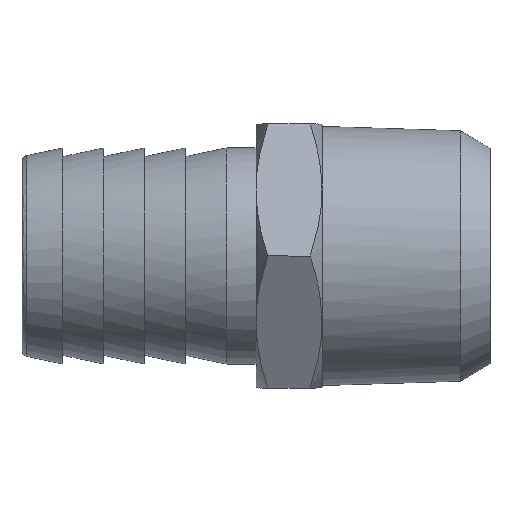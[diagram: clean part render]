
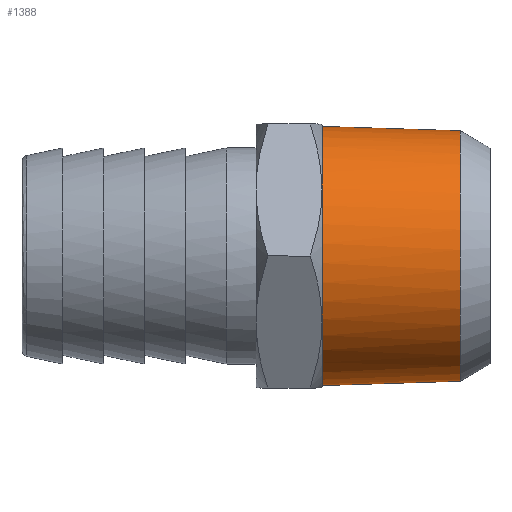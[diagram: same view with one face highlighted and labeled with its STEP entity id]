
A CAD part, left-side view. The second image highlights one B-rep face of the part: STEP entity #1388.
In plain terms, the highlighted free-form (B-spline) face has degree [1, 3] with [2, 4] control points.
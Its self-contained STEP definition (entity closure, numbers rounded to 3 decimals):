
#64 = B_SPLINE_CURVE_WITH_KNOTS ( 'NONE', 3,
 ( #2449, #858, #1099, #2898, #2012, #870, #1750, #1540, #1299, #391, #1067, #2678, #150, #2886, #2912, #370, #2203, #625, #611, #161, #1560, #1569, #171, #1785, #846, #405, #181, #1551, #591, #1981, #1990, #2214, #2235, #2472 ),
 .UNSPECIFIED., .F., .F.,
 ( 4, 2, 2, 2, 2, 2, 2, 2, 2, 2, 2, 2, 2, 2, 2, 2, 4 ),
 ( 0., 0.196, 0.393, 0.589, 0.785, 0.982, 1.178, 1.374, 1.571, 1.767, 1.963, 2.16, 2.356, 2.553, 2.749, 2.945, 3.142 ),
 .UNSPECIFIED. ) ;
#76 = VERTEX_POINT ( 'NONE', #1953 ) ;
#111 = VERTEX_POINT ( 'NONE', #1108 ) ;
#150 = CARTESIAN_POINT ( 'NONE',  ( -9.702, 14., -4.786 ) ) ;
#152 = CARTESIAN_POINT ( 'NONE',  ( 0., 2.485, -10.435 ) ) ;
#161 = CARTESIAN_POINT ( 'NONE',  ( -10.449, 14., 2.801 ) ) ;
#171 = CARTESIAN_POINT ( 'NONE',  ( -9.369, 14., 5.408 ) ) ;
#181 = CARTESIAN_POINT ( 'NONE',  ( -6.587, 14., 8.582 ) ) ;
#345 = EDGE_CURVE ( 'NONE', #111, #1842, #2972, .T. ) ;
#370 = CARTESIAN_POINT ( 'NONE',  ( -10.726, 14., -1.411 ) ) ;
#391 = CARTESIAN_POINT ( 'NONE',  ( -8.134, 14., -7.132 ) ) ;
#394 = CARTESIAN_POINT ( 'NONE',  ( -21.59, 14., 10.795 ) ) ;
#405 = CARTESIAN_POINT ( 'NONE',  ( -7.132, 14., 8.134 ) ) ;
#407 = EDGE_LOOP ( 'NONE', ( #2382, #1008, #1064, #689 ) ) ;
#412 = CARTESIAN_POINT ( 'NONE',  ( 0., 2.485, -10.435 ) ) ;
#431 = EDGE_CURVE ( 'NONE', #76, #1176, #946, .T. ) ;
#591 = CARTESIAN_POINT ( 'NONE',  ( -4.786, 14., 9.702 ) ) ;
#601 = CARTESIAN_POINT ( 'NONE',  ( 0., 14., -10.795 ) ) ;
#611 = CARTESIAN_POINT ( 'NONE',  ( -10.726, 14., 1.411 ) ) ;
#625 = CARTESIAN_POINT ( 'NONE',  ( -10.795, 14., 0.709 ) ) ;
#689 = ORIENTED_EDGE ( 'NONE', *, *, #431, .T. ) ;
#756 = CARTESIAN_POINT ( 'NONE',  ( 0., 14., 10.795 ) ) ;
#837 = CARTESIAN_POINT ( 'NONE',  ( -20.87, 2.485, 10.435 ) ) ;
#846 = CARTESIAN_POINT ( 'NONE',  ( -8.134, 14., 7.132 ) ) ;
#858 = CARTESIAN_POINT ( 'NONE',  ( -0.709, 14., -10.795 ) ) ;
#870 = CARTESIAN_POINT ( 'NONE',  ( -4.786, 14., -9.702 ) ) ;
#935 = CARTESIAN_POINT ( 'NONE',  ( 0., 2.485, -10.435 ) ) ;
#946 = B_SPLINE_CURVE_WITH_KNOTS ( 'NONE', 1,
 ( #2854, #412 ),
 .UNSPECIFIED., .F., .F.,
 ( 2, 2 ),
 ( -1., 0. ),
 .UNSPECIFIED. ) ;
#952 =( BOUNDED_SURFACE ( )  B_SPLINE_SURFACE ( 1, 3, ( 
 ( #152, #1293, #837, #2661 ),
 ( #601, #2217, #394, #1765 ) ),
 .UNSPECIFIED., .F., .F., .T. ) 
 B_SPLINE_SURFACE_WITH_KNOTS ( ( 2, 2 ),
 ( 4, 4 ),
 ( 0., 1. ),
 ( 0., 1. ),
 .UNSPECIFIED. ) 
 GEOMETRIC_REPRESENTATION_ITEM ( )  RATIONAL_B_SPLINE_SURFACE ( (
 ( 1., 0.333, 0.333, 1.),
 ( 1., 0.333, 0.333, 1.) ) ) 
 REPRESENTATION_ITEM ( '' )  SURFACE ( )  );
#1008 = ORIENTED_EDGE ( 'NONE', *, *, #345, .T. ) ;
#1064 = ORIENTED_EDGE ( 'NONE', *, *, #2647, .F. ) ;
#1067 = CARTESIAN_POINT ( 'NONE',  ( -8.582, 14., -6.587 ) ) ;
#1099 = CARTESIAN_POINT ( 'NONE',  ( -1.411, 14., -10.726 ) ) ;
#1108 = CARTESIAN_POINT ( 'NONE',  ( 0., 2.485, 10.435 ) ) ;
#1176 = VERTEX_POINT ( 'NONE', #2090 ) ;
#1198 = EDGE_CURVE ( 'NONE', #1176, #111, #2641, .T. ) ;
#1293 = CARTESIAN_POINT ( 'NONE',  ( -20.87, 2.485, -10.435 ) ) ;
#1296 = CARTESIAN_POINT ( 'NONE',  ( 0., 2.485, 10.435 ) ) ;
#1299 = CARTESIAN_POINT ( 'NONE',  ( -7.132, 14., -8.134 ) ) ;
#1388 = ADVANCED_FACE ( 'NONE', ( #1615 ), #952, .F. ) ;
#1540 = CARTESIAN_POINT ( 'NONE',  ( -6.587, 14., -8.582 ) ) ;
#1551 = CARTESIAN_POINT ( 'NONE',  ( -5.408, 14., 9.369 ) ) ;
#1560 = CARTESIAN_POINT ( 'NONE',  ( -10.244, 14., 3.476 ) ) ;
#1569 = CARTESIAN_POINT ( 'NONE',  ( -9.702, 14., 4.786 ) ) ;
#1615 = FACE_OUTER_BOUND ( 'NONE', #407, .T. ) ;
#1628 = CARTESIAN_POINT ( 'NONE',  ( -20.87, 2.485, -10.435 ) ) ;
#1750 = CARTESIAN_POINT ( 'NONE',  ( -5.408, 14., -9.369 ) ) ;
#1765 = CARTESIAN_POINT ( 'NONE',  ( 0., 14., 10.795 ) ) ;
#1785 = CARTESIAN_POINT ( 'NONE',  ( -8.582, 14., 6.587 ) ) ;
#1842 = VERTEX_POINT ( 'NONE', #756 ) ;
#1953 = CARTESIAN_POINT ( 'NONE',  ( 0., 14., -10.795 ) ) ;
#1981 = CARTESIAN_POINT ( 'NONE',  ( -3.476, 14., 10.244 ) ) ;
#1990 = CARTESIAN_POINT ( 'NONE',  ( -2.801, 14., 10.449 ) ) ;
#2012 = CARTESIAN_POINT ( 'NONE',  ( -3.476, 14., -10.244 ) ) ;
#2090 = CARTESIAN_POINT ( 'NONE',  ( 0., 2.485, -10.435 ) ) ;
#2189 = CARTESIAN_POINT ( 'NONE',  ( 0., 14., 10.795 ) ) ;
#2203 = CARTESIAN_POINT ( 'NONE',  ( -10.795, 14., -0.709 ) ) ;
#2214 = CARTESIAN_POINT ( 'NONE',  ( -1.411, 14., 10.726 ) ) ;
#2217 = CARTESIAN_POINT ( 'NONE',  ( -21.59, 14., -10.795 ) ) ;
#2235 = CARTESIAN_POINT ( 'NONE',  ( -0.709, 14., 10.795 ) ) ;
#2382 = ORIENTED_EDGE ( 'NONE', *, *, #1198, .T. ) ;
#2449 = CARTESIAN_POINT ( 'NONE',  ( 0., 14., -10.795 ) ) ;
#2472 = CARTESIAN_POINT ( 'NONE',  ( 0., 14., 10.795 ) ) ;
#2554 = CARTESIAN_POINT ( 'NONE',  ( -20.87, 2.485, 10.435 ) ) ;
#2641 =( BOUNDED_CURVE ( )  B_SPLINE_CURVE ( 3, ( #935, #1628, #2554, #2753 ),
 .UNSPECIFIED., .F., .F. ) 
 B_SPLINE_CURVE_WITH_KNOTS ( ( 4, 4 ),
 ( -3.142, 0. ),
 .UNSPECIFIED. ) 
 CURVE ( )  GEOMETRIC_REPRESENTATION_ITEM ( )  RATIONAL_B_SPLINE_CURVE ( ( 1., 0.333, 0.333, 1. ) ) 
 REPRESENTATION_ITEM ( '' )  );
#2647 = EDGE_CURVE ( 'NONE', #76, #1842, #64, .T. ) ;
#2661 = CARTESIAN_POINT ( 'NONE',  ( 0., 2.485, 10.435 ) ) ;
#2678 = CARTESIAN_POINT ( 'NONE',  ( -9.369, 14., -5.408 ) ) ;
#2753 = CARTESIAN_POINT ( 'NONE',  ( 0., 2.485, 10.435 ) ) ;
#2854 = CARTESIAN_POINT ( 'NONE',  ( 0., 14., -10.795 ) ) ;
#2886 = CARTESIAN_POINT ( 'NONE',  ( -10.244, 14., -3.476 ) ) ;
#2898 = CARTESIAN_POINT ( 'NONE',  ( -2.801, 14., -10.449 ) ) ;
#2912 = CARTESIAN_POINT ( 'NONE',  ( -10.449, 14., -2.801 ) ) ;
#2972 = B_SPLINE_CURVE_WITH_KNOTS ( 'NONE', 1,
 ( #1296, #2189 ),
 .UNSPECIFIED., .F., .F.,
 ( 2, 2 ),
 ( -1., 0. ),
 .UNSPECIFIED. ) ;
